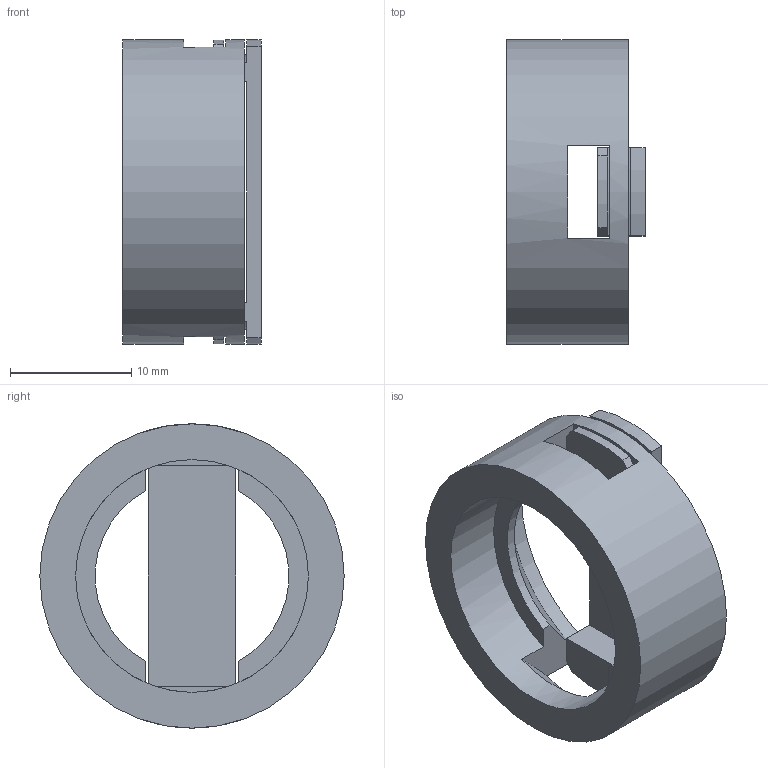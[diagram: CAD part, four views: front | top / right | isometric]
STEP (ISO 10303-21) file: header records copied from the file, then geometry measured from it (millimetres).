
FILE_DESCRIPTION(/* description */ (''),/* implementation_level */ '2;1');
FILE_NAME(/* name */ 'Neopixel Hilt Module v9.step',/* time_stamp */ '2019-12-26T15:15:13-05:00',/* author */ (''),/* organization */ (''),/* preprocessor_version */ 'ST-DEVELOPER v18',/* originating_system */ 'Autodesk Translation Framework v8.12.0.6',/* authorisation */ '');
FILE_SCHEMA (('AUTOMOTIVE_DESIGN { 1 0 10303 214 3 1 1 }'));
Length unit declared in the file: millimetre
Products named in the file (3): Neopixel Hilt Module; Neopixel Hilt ; Rails
Assembly tree (2 placements, depth 2):
  Neopixel Hilt Module
    Neopixel Hilt 
    Rails
Bounding box: 11.4 x 25.1 x 25.1 mm (x, y, z)
Volume: 2017.3 mm3; surface area: 2395.2 mm2
Topology: 2 solids, 2 shells, 42 faces, 122 edges, 81 vertices
Faces by surface type: plane 28, cylinder 11, cone 3
Full cylindrical faces by diameter (mm): 19.2 x1, 22.75 x1, 25.1 x1
Entity records: 1484 total; most frequent: CARTESIAN_POINT 266, DIRECTION 245, ORIENTED_EDGE 244, EDGE_CURVE 122, AXIS2_PLACEMENT_3D 84, VERTEX_POINT 81, LINE 77, VECTOR 77
